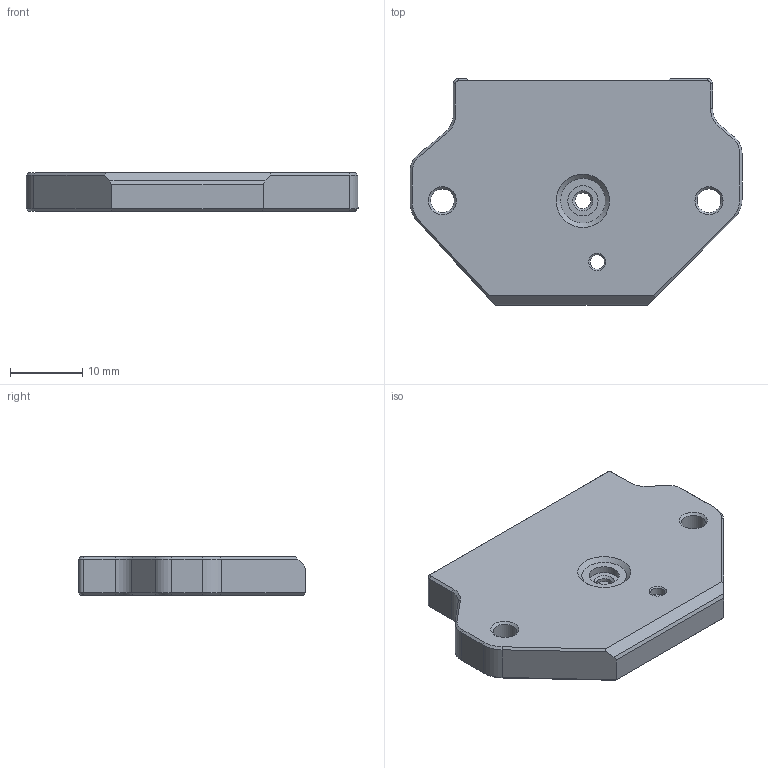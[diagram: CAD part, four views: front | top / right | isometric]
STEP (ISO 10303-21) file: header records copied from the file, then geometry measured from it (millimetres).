
FILE_DESCRIPTION(/* description */ (''),/* implementation_level */ '2;1');
FILE_NAME(/* name */ 'O2 filament cutter body mirrored.step',/* time_stamp */ '2025-08-30T22:53:35Z',/* author */ (''),/* organization */ (''),/* preprocessor_version */ 'ST-DEVELOPER v20.1',/* originating_system */ 'Autodesk Translation Framework v14.10.0.0',/* authorisation */ '');
FILE_SCHEMA (('AUTOMOTIVE_DESIGN { 1 0 10303 214 3 1 1 }'));
Length unit declared in the file: millimetre
Products named in the file (1): (Unsaved)
Bounding box: 46.08 x 31.45 x 5.3 mm (x, y, z)
Volume: 4071.4 mm3; surface area: 4614.8 mm2
Topology: 1 solids, 1 shells, 127 faces, 318 edges, 196 vertices
Faces by surface type: plane 71, cone 30, cylinder 25, torus 1
Full cylindrical faces by diameter (mm): 2 x2, 2.2 x2, 3.3 x2, 4.2 x2
Entity records: 3808 total; most frequent: DIRECTION 670, CARTESIAN_POINT 642, ORIENTED_EDGE 636, EDGE_CURVE 318, AXIS2_PLACEMENT_3D 224, LINE 222, VECTOR 222, VERTEX_POINT 196
